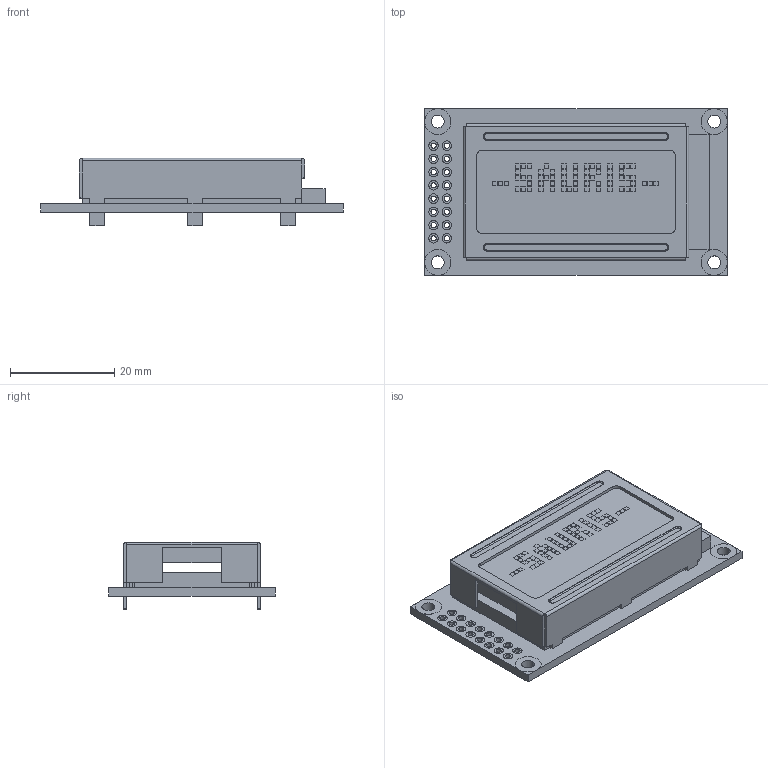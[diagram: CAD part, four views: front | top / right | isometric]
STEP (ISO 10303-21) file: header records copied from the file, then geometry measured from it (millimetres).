
FILE_DESCRIPTION (( 'STEP AP214' ), '1' );
FILE_NAME ('User Library-LCD0802.STEP', '2020-04-20T03:52:22', ( '' ), ( '' ), 'SwSTEP 2.0', 'SolidWorks 2019', '' );
FILE_SCHEMA (( 'AUTOMOTIVE_DESIGN' ));
Length unit declared in the file: millimetre
Products named in the file (1): User Library-LCD0802
Bounding box: 58 x 32 x 12.95 mm (x, y, z)
Volume: 10839.1 mm3; surface area: 7703.6 mm2
Topology: 66 solids, 66 shells, 674 faces, 1516 edges, 998 vertices
Faces by surface type: plane 550, cylinder 118, torus 6
Entity records: 25750 total; most frequent: CARTESIAN_POINT 3189, DIRECTION 3118, ORIENTED_EDGE 3032, EDGE_CURVE 1516, LINE 1264, VECTOR 1264, VERTEX_POINT 998, AXIS2_PLACEMENT_3D 927
